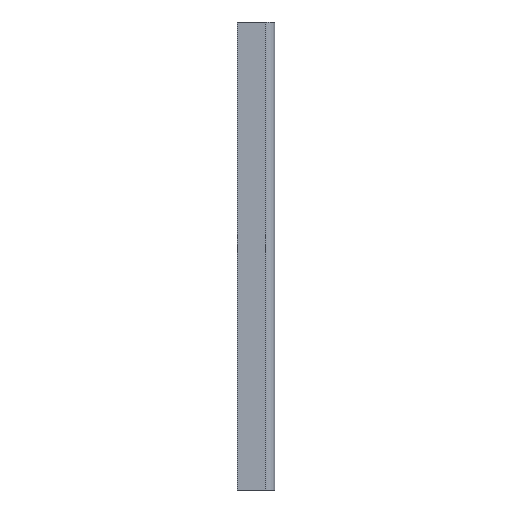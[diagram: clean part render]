
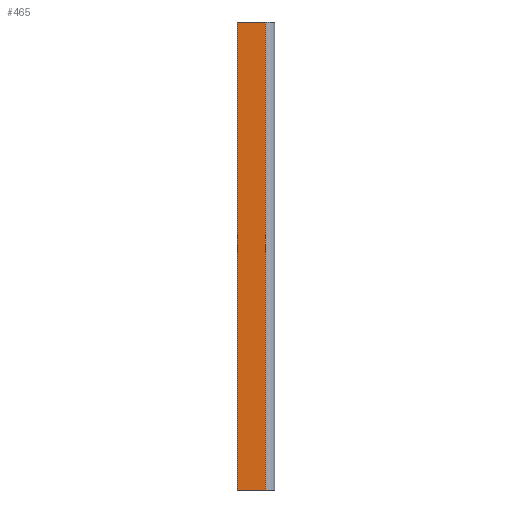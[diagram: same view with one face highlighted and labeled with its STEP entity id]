
A CAD part, front view. The second image highlights one B-rep face of the part: STEP entity #465.
In plain terms, the highlighted planar face has unit normal (0, -1, 0).
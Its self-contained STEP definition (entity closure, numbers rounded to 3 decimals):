
#103 = CARTESIAN_POINT ( 'NONE',  ( -8.5, 0., -62.5 ) ) ;
#108 = CARTESIAN_POINT ( 'NONE',  ( -1., 0., 62.5 ) ) ;
#109 = CARTESIAN_POINT ( 'NONE',  ( -8.5, 0., 62.5 ) ) ;
#138 = CARTESIAN_POINT ( 'NONE',  ( -1., 0., -62.5 ) ) ;
#185 = VERTEX_POINT ( 'NONE', #138 ) ;
#216 = VERTEX_POINT ( 'NONE', #109 ) ;
#217 = VERTEX_POINT ( 'NONE', #108 ) ;
#224 = VERTEX_POINT ( 'NONE', #103 ) ;
#275 = ORIENTED_EDGE ( 'NONE', *, *, #765, .F. ) ;
#276 = ORIENTED_EDGE ( 'NONE', *, *, #760, .T. ) ;
#277 = ORIENTED_EDGE ( 'NONE', *, *, #762, .F. ) ;
#278 = ORIENTED_EDGE ( 'NONE', *, *, #752, .F. ) ;
#333 = DIRECTION ( 'NONE',  ( 0., 0., 1. ) ) ;
#341 = DIRECTION ( 'NONE',  ( -1., 0., 0. ) ) ;
#375 = CARTESIAN_POINT ( 'NONE',  ( 0., 0., 62.5 ) ) ;
#376 = DIRECTION ( 'NONE',  ( 1., 0., 0. ) ) ;
#407 = FACE_OUTER_BOUND ( 'NONE', #891, .T. ) ;
#430 = CARTESIAN_POINT ( 'NONE',  ( -8.5, 0., 62.5 ) ) ;
#465 = ADVANCED_FACE ( 'NONE', ( #407 ), #663, .T. ) ;
#621 = CARTESIAN_POINT ( 'NONE',  ( -8.5, 0., -62.5 ) ) ;
#648 = AXIS2_PLACEMENT_3D ( 'NONE', #670, #661, #659 ) ;
#659 = DIRECTION ( 'NONE',  ( 1., 0., 0. ) ) ;
#661 = DIRECTION ( 'NONE',  ( 0., -1., 0. ) ) ;
#663 = PLANE ( 'NONE',  #648 ) ;
#670 = CARTESIAN_POINT ( 'NONE',  ( 0., 0., 62.5 ) ) ;
#752 = EDGE_CURVE ( 'NONE', #224, #216, #840, .T. ) ;
#760 = EDGE_CURVE ( 'NONE', #185, #217, #823, .T. ) ;
#762 = EDGE_CURVE ( 'NONE', #216, #217, #782, .T. ) ;
#765 = EDGE_CURVE ( 'NONE', #185, #224, #777, .T. ) ;
#774 = VECTOR ( 'NONE', #341, 1000. ) ;
#777 = LINE ( 'NONE', #621, #774 ) ;
#781 = VECTOR ( 'NONE', #376, 1000. ) ;
#782 = LINE ( 'NONE', #375, #781 ) ;
#814 = DIRECTION ( 'NONE',  ( 0., 0., 1. ) ) ;
#815 = CARTESIAN_POINT ( 'NONE',  ( -1., 0., 62.5 ) ) ;
#822 = VECTOR ( 'NONE', #814, 1000. ) ;
#823 = LINE ( 'NONE', #815, #822 ) ;
#839 = VECTOR ( 'NONE', #333, 1000. ) ;
#840 = LINE ( 'NONE', #430, #839 ) ;
#891 = EDGE_LOOP ( 'NONE', ( #275, #276, #277, #278 ) ) ;
